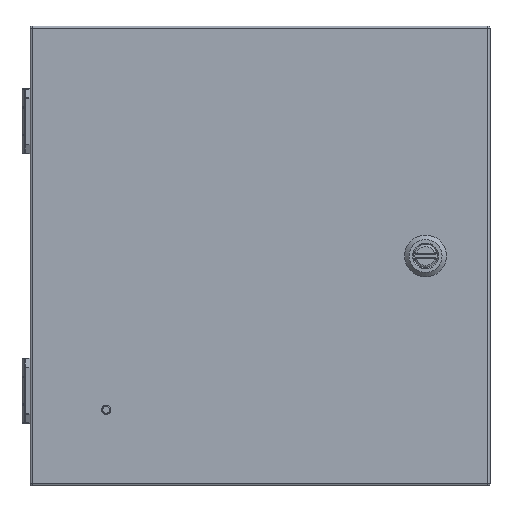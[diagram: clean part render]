
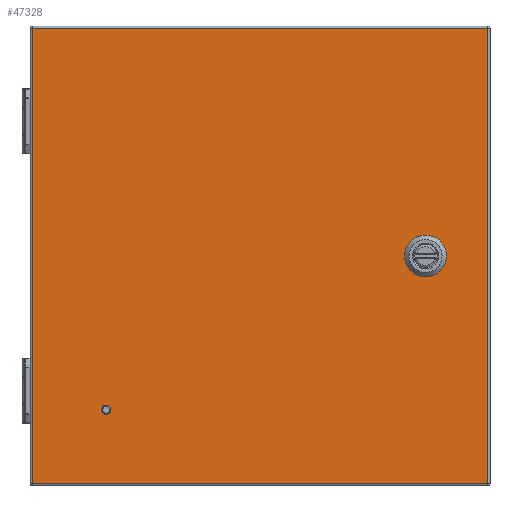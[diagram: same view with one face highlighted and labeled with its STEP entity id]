
A CAD part, top view. The second image highlights one B-rep face of the part: STEP entity #47328.
In plain terms, the highlighted planar face has unit normal (0, 0, 1).
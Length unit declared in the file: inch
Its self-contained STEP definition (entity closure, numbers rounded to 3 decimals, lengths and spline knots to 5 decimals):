
#502 = CARTESIAN_POINT ( 'NONE',  ( 4.67077, -0.3959, 6.107 ) ) ;
#1237 = CARTESIAN_POINT ( 'NONE',  ( 4.8682, 0.19868, 6.107 ) ) ;
#2853 = CARTESIAN_POINT ( 'NONE',  ( -6.11, -6.1275, 6.107 ) ) ;
#3410 = EDGE_CURVE ( 'NONE', #83776, #51467, #22385, .T. ) ;
#3454 = CARTESIAN_POINT ( 'NONE',  ( 4.4722, 0.0001, 6.107 ) ) ;
#3874 = EDGE_CURVE ( 'NONE', #4472, #4559, #31918, .T. ) ;
#3909 = DIRECTION ( 'NONE',  ( -1., 0., 0. ) ) ;
#4472 = VERTEX_POINT ( 'NONE', #85536 ) ;
#4559 = VERTEX_POINT ( 'NONE', #78022 ) ;
#5946 = AXIS2_PLACEMENT_3D ( 'NONE', #78795, #86303, #59331 ) ;
#6518 = AXIS2_PLACEMENT_3D ( 'NONE', #40203, #26476, #80837 ) ;
#7208 = CARTESIAN_POINT ( 'NONE',  ( 4.0762, -0.19848, 6.107 ) ) ;
#7425 = EDGE_CURVE ( 'NONE', #35737, #83776, #74385, .T. ) ;
#7833 = DIRECTION ( 'NONE',  ( 1., 0., 0. ) ) ;
#7939 = EDGE_LOOP ( 'NONE', ( #11726 ) ) ;
#9317 = LINE ( 'NONE', #15500, #25891 ) ;
#9406 = VECTOR ( 'NONE', #7833, 39.37008 ) ;
#9532 = CARTESIAN_POINT ( 'NONE',  ( 4.4722, 0.0001, 6.107 ) ) ;
#10301 = CARTESIAN_POINT ( 'NONE',  ( -6.17, 6.1277, 6.107 ) ) ;
#11171 = ORIENTED_EDGE ( 'NONE', *, *, #3410, .F. ) ;
#11182 = DIRECTION ( 'NONE',  ( -1., 0., 0. ) ) ;
#11307 = EDGE_LOOP ( 'NONE', ( #44355, #68451, #54566, #80431 ) ) ;
#11726 = ORIENTED_EDGE ( 'NONE', *, *, #43830, .F. ) ;
#12278 = VECTOR ( 'NONE', #23369, 39.37008 ) ;
#13396 = CARTESIAN_POINT ( 'NONE',  ( 4.0762, 1.0001, 6.107 ) ) ;
#14348 = ORIENTED_EDGE ( 'NONE', *, *, #70785, .F. ) ;
#15500 = CARTESIAN_POINT ( 'NONE',  ( -0.9825, -0.3959, 6.107 ) ) ;
#16148 = DIRECTION ( 'NONE',  ( -1., 0., 0. ) ) ;
#16648 = VERTEX_POINT ( 'NONE', #1237 ) ;
#17406 = AXIS2_PLACEMENT_3D ( 'NONE', #21865, #22293, #69177 ) ;
#17654 = CARTESIAN_POINT ( 'NONE',  ( 4.8682, -0.19848, 6.107 ) ) ;
#17839 = VECTOR ( 'NONE', #11182, 39.37008 ) ;
#18006 = DIRECTION ( 'NONE',  ( 0., 0., 1. ) ) ;
#18363 = VECTOR ( 'NONE', #81001, 39.37008 ) ;
#19731 = AXIS2_PLACEMENT_3D ( 'NONE', #3454, #64481, #3909 ) ;
#20864 = CARTESIAN_POINT ( 'NONE',  ( 4.27362, -0.3959, 6.107 ) ) ;
#20995 = ORIENTED_EDGE ( 'NONE', *, *, #7425, .F. ) ;
#21865 = CARTESIAN_POINT ( 'NONE',  ( 4.4722, 0.0001, 6.107 ) ) ;
#22293 = DIRECTION ( 'NONE',  ( 0., 0., 1. ) ) ;
#22385 = CIRCLE ( 'NONE', #83088, 0.443 ) ;
#22742 = DIRECTION ( 'NONE',  ( 0., 0., 1. ) ) ;
#22793 = ORIENTED_EDGE ( 'NONE', *, *, #58744, .F. ) ;
#22933 = LINE ( 'NONE', #49947, #12278 ) ;
#23369 = DIRECTION ( 'NONE',  ( 0., 1., 0. ) ) ;
#23476 = VECTOR ( 'NONE', #45047, 39.37008 ) ;
#25891 = VECTOR ( 'NONE', #54456, 39.37008 ) ;
#25970 = VERTEX_POINT ( 'NONE', #17654 ) ;
#26476 = DIRECTION ( 'NONE',  ( 0., 0., 1. ) ) ;
#31107 = CIRCLE ( 'NONE', #48123, 0.443 ) ;
#31918 = LINE ( 'NONE', #10301, #17839 ) ;
#32844 = EDGE_CURVE ( 'NONE', #38508, #4472, #22933, .T. ) ;
#32966 = CARTESIAN_POINT ( 'NONE',  ( 4.8682, 1.0001, 6.107 ) ) ;
#33891 = CARTESIAN_POINT ( 'NONE',  ( 4.27362, 0.3961, 6.107 ) ) ;
#35208 = CARTESIAN_POINT ( 'NONE',  ( 6.2052, -6.1275, 6.107 ) ) ;
#35737 = VERTEX_POINT ( 'NONE', #55812 ) ;
#38508 = VERTEX_POINT ( 'NONE', #73868 ) ;
#39838 = CARTESIAN_POINT ( 'NONE',  ( 4.67077, 0.3961, 6.107 ) ) ;
#40203 = CARTESIAN_POINT ( 'NONE',  ( -4.122, -4.1395, 6.107 ) ) ;
#42831 = LINE ( 'NONE', #54853, #73419 ) ;
#43830 = EDGE_CURVE ( 'NONE', #64696, #64696, #62980, .T. ) ;
#44355 = ORIENTED_EDGE ( 'NONE', *, *, #51250, .T. ) ;
#45047 = DIRECTION ( 'NONE',  ( 0., -1., 0. ) ) ;
#45472 = VERTEX_POINT ( 'NONE', #39838 ) ;
#47328 = ADVANCED_FACE ( 'NONE', ( #85406, #51834, #72549 ), #79217, .T. ) ;
#48123 = AXIS2_PLACEMENT_3D ( 'NONE', #64852, #18006, #71894 ) ;
#48209 = DIRECTION ( 'NONE',  ( -1., 0., 0. ) ) ;
#49947 = CARTESIAN_POINT ( 'NONE',  ( 6.1452, 6.1877, 6.107 ) ) ;
#51250 = EDGE_CURVE ( 'NONE', #65872, #38508, #80759, .T. ) ;
#51467 = VERTEX_POINT ( 'NONE', #20864 ) ;
#51834 = FACE_BOUND ( 'NONE', #7939, .T. ) ;
#54456 = DIRECTION ( 'NONE',  ( 1., 0., 0. ) ) ;
#54566 = ORIENTED_EDGE ( 'NONE', *, *, #3874, .T. ) ;
#54853 = CARTESIAN_POINT ( 'NONE',  ( -0.9825, 0.3961, 6.107 ) ) ;
#54918 = ORIENTED_EDGE ( 'NONE', *, *, #79544, .F. ) ;
#55448 = EDGE_CURVE ( 'NONE', #51467, #86404, #9317, .T. ) ;
#55812 = CARTESIAN_POINT ( 'NONE',  ( 4.0762, 0.19868, 6.107 ) ) ;
#56209 = VERTEX_POINT ( 'NONE', #33891 ) ;
#57721 = EDGE_CURVE ( 'NONE', #4559, #65872, #59187, .T. ) ;
#57873 = CARTESIAN_POINT ( 'NONE',  ( -6.11, -6.1875, 6.107 ) ) ;
#58744 = EDGE_CURVE ( 'NONE', #25970, #16648, #79849, .T. ) ;
#59187 = LINE ( 'NONE', #57873, #23476 ) ;
#59331 = DIRECTION ( 'NONE',  ( -1., 0., 0. ) ) ;
#59881 = ORIENTED_EDGE ( 'NONE', *, *, #60031, .F. ) ;
#60031 = EDGE_CURVE ( 'NONE', #45472, #56209, #42831, .T. ) ;
#60112 = ORIENTED_EDGE ( 'NONE', *, *, #68245, .F. ) ;
#62980 = CIRCLE ( 'NONE', #6518, 0.09655 ) ;
#64481 = DIRECTION ( 'NONE',  ( 0., 0., 1. ) ) ;
#64696 = VERTEX_POINT ( 'NONE', #70871 ) ;
#64852 = CARTESIAN_POINT ( 'NONE',  ( 4.4722, 0.0001, 6.107 ) ) ;
#65872 = VERTEX_POINT ( 'NONE', #2853 ) ;
#67899 = DIRECTION ( 'NONE',  ( 0., 1., 0. ) ) ;
#68245 = EDGE_CURVE ( 'NONE', #16648, #45472, #73428, .T. ) ;
#68451 = ORIENTED_EDGE ( 'NONE', *, *, #32844, .T. ) ;
#68746 = VECTOR ( 'NONE', #67899, 39.37008 ) ;
#69177 = DIRECTION ( 'NONE',  ( -1., 0., 0. ) ) ;
#70246 = EDGE_LOOP ( 'NONE', ( #14348, #59881, #60112, #22793, #54918, #83766, #11171, #20995 ) ) ;
#70785 = EDGE_CURVE ( 'NONE', #56209, #35737, #82312, .T. ) ;
#70871 = CARTESIAN_POINT ( 'NONE',  ( -4.21855, -4.1395, 6.107 ) ) ;
#71894 = DIRECTION ( 'NONE',  ( -1., 0., 0. ) ) ;
#72549 = FACE_OUTER_BOUND ( 'NONE', #11307, .T. ) ;
#73419 = VECTOR ( 'NONE', #48209, 39.37008 ) ;
#73428 = CIRCLE ( 'NONE', #19731, 0.443 ) ;
#73868 = CARTESIAN_POINT ( 'NONE',  ( 6.1452, -6.1275, 6.107 ) ) ;
#74385 = LINE ( 'NONE', #13396, #18363 ) ;
#78022 = CARTESIAN_POINT ( 'NONE',  ( -6.11, 6.1277, 6.107 ) ) ;
#78795 = CARTESIAN_POINT ( 'NONE',  ( -0.9825, 1.0001, 6.107 ) ) ;
#79217 = PLANE ( 'NONE',  #5946 ) ;
#79544 = EDGE_CURVE ( 'NONE', #86404, #25970, #31107, .T. ) ;
#79849 = LINE ( 'NONE', #32966, #68746 ) ;
#80431 = ORIENTED_EDGE ( 'NONE', *, *, #57721, .T. ) ;
#80759 = LINE ( 'NONE', #35208, #9406 ) ;
#80837 = DIRECTION ( 'NONE',  ( -1., 0., 0. ) ) ;
#81001 = DIRECTION ( 'NONE',  ( 0., -1., 0. ) ) ;
#82312 = CIRCLE ( 'NONE', #17406, 0.443 ) ;
#83088 = AXIS2_PLACEMENT_3D ( 'NONE', #9532, #22742, #16148 ) ;
#83766 = ORIENTED_EDGE ( 'NONE', *, *, #55448, .F. ) ;
#83776 = VERTEX_POINT ( 'NONE', #7208 ) ;
#85406 = FACE_BOUND ( 'NONE', #70246, .T. ) ;
#85536 = CARTESIAN_POINT ( 'NONE',  ( 6.1452, 6.1277, 6.107 ) ) ;
#86303 = DIRECTION ( 'NONE',  ( 0., 0., 1. ) ) ;
#86404 = VERTEX_POINT ( 'NONE', #502 ) ;
